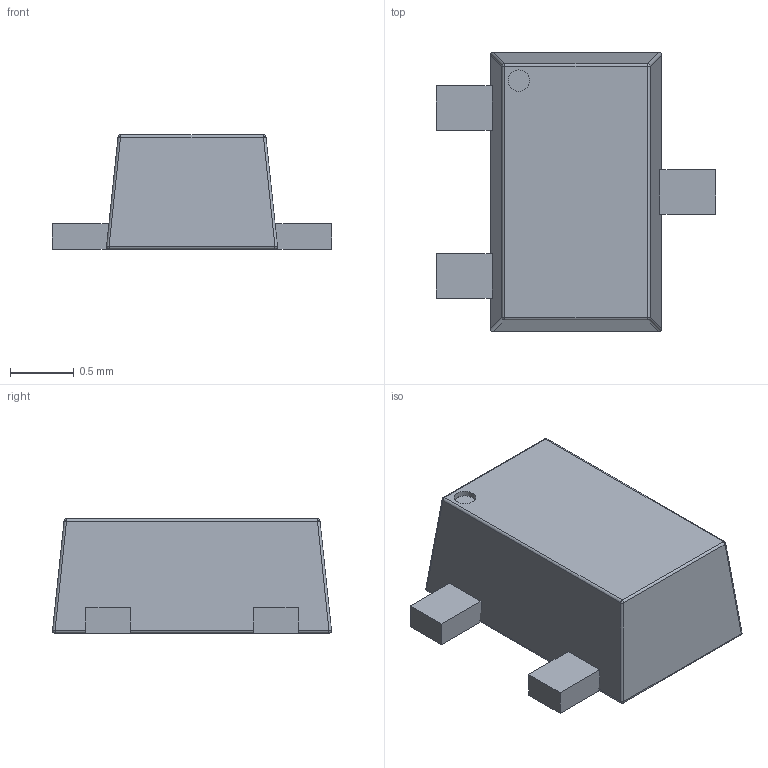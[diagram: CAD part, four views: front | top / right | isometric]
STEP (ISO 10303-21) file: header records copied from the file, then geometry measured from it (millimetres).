
FILE_DESCRIPTION(('Open CASCADE Model'),'2;1');
FILE_NAME('Open CASCADE Shape Model','2020-01-12T13:19:11',('Author'),( 'Open CASCADE'),'Open CASCADE STEP processor 6.8','Open CASCADE 6.8' ,'Unknown');
FILE_SCHEMA(('AUTOMOTIVE_DESIGN { 1 0 10303 214 1 1 1 1 }'));
Length unit declared in the file: millimetre
Products named in the file (7): PCB; Designator1; 6702988992; Open_CASCADE_STEP_translator_6.8_31.1; Body; Open_CASCADE_STEP_translator_6.8_31.2.1; lead
Assembly tree (7 placements, depth 4):
  PCB
  Designator1
    6702988992
      Open_CASCADE_STEP_translator_6.8_31.1
      Body
        Open_CASCADE_STEP_translator_6.8_31.2.1
      lead  x3
Bounding box: 2.2 x 2.2 x 0.9 mm (x, y, z)
Volume: 2.5 mm3; surface area: 13.2 mm2
Topology: 4 solids, 5 shells, 47 faces, 96 edges, 51 vertices
Faces by surface type: plane 26, cylinder 13, sphere 8
Full cylindrical faces by diameter (mm): 0.169 x1
Entity records: 997 total; most frequent: DIRECTION 177, CARTESIAN_POINT 142, ORIENTED_EDGE 127, AXIS2_PLACEMENT_3D 70, EDGE_CURVE 64, LINE 37, VECTOR 37, FACE_BOUND 36
